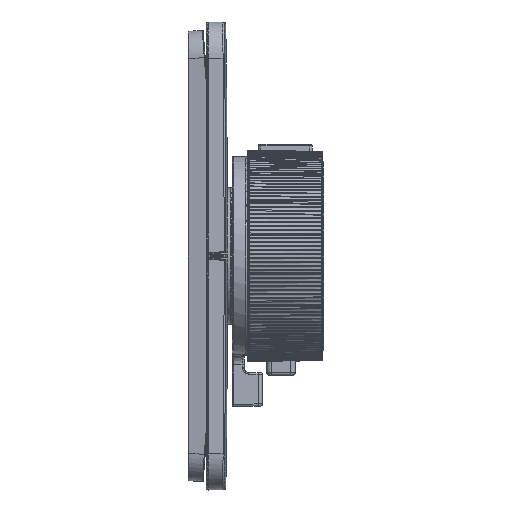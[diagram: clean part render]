
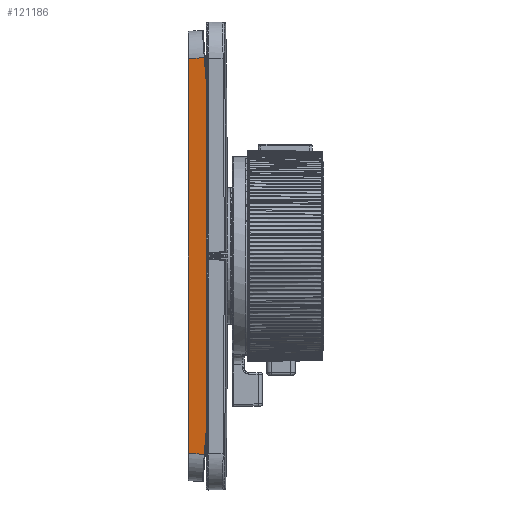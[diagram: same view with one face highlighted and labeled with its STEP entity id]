
A CAD part, front view. The second image highlights one B-rep face of the part: STEP entity #121186.
In plain terms, the highlighted planar face has unit normal (-0.132, -0.991, 0).
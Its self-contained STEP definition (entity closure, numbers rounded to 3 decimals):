
#119030=CARTESIAN_POINT('Vertex',(0.174,-74.523,-65.467)) ;
#119580=CARTESIAN_POINT('Line Origine',(2.812,-74.875,-65.63)) ;
#119584=CARTESIAN_POINT('Vertex',(5.355,-75.214,-65.786)) ;
#120073=CARTESIAN_POINT('Vertex',(0.174,-74.523,65.467)) ;
#120447=CARTESIAN_POINT('Line Origine',(0.174,-74.523,-37.263)) ;
#120513=CARTESIAN_POINT('Vertex',(6.,-75.3,-57.395)) ;
#120516=CARTESIAN_POINT('Line Origine',(7.467,-75.496,-38.335)) ;
#121154=CARTESIAN_POINT('Axis2P3D Location',(6.,-75.3,0.)) ;
#121159=CARTESIAN_POINT('Line Origine',(6.,-75.3,0.)) ;
#121163=CARTESIAN_POINT('Vertex',(6.,-75.3,57.395)) ;
#121166=CARTESIAN_POINT('Line Origine',(5.677,-75.257,61.591)) ;
#121170=CARTESIAN_POINT('Vertex',(5.355,-75.214,65.786)) ;
#121173=CARTESIAN_POINT('Line Origine',(2.764,-74.869,65.627)) ;
#119582=VECTOR('Line Direction',#119581,1.) ;
#120449=VECTOR('Line Direction',#120448,1.) ;
#120518=VECTOR('Line Direction',#120517,1.) ;
#121161=VECTOR('Line Direction',#121160,1.) ;
#121168=VECTOR('Line Direction',#121167,1.) ;
#121175=VECTOR('Line Direction',#121174,1.) ;
#119581=DIRECTION('Vector Direction',(-0.989,0.132,0.061)) ;
#120448=DIRECTION('Vector Direction',(0.,0.,-1.)) ;
#120517=DIRECTION('Vector Direction',(0.077,-0.01,0.997)) ;
#121155=DIRECTION('Axis2P3D Direction',(-0.132,-0.991,-0.)) ;
#121156=DIRECTION('Axis2P3D XDirection',(-0.991,0.132,0.)) ;
#121160=DIRECTION('Vector Direction',(0.,0.,1.)) ;
#121167=DIRECTION('Vector Direction',(-0.077,0.01,0.997)) ;
#121174=DIRECTION('Vector Direction',(-0.989,0.132,-0.061)) ;
#121157=AXIS2_PLACEMENT_3D('Plane Axis2P3D',#121154,#121155,#121156) ;
#119583=LINE('Line',#119580,#119582) ;
#120450=LINE('Line',#120447,#120449) ;
#120519=LINE('Line',#120516,#120518) ;
#121162=LINE('Line',#121159,#121161) ;
#121169=LINE('Line',#121166,#121168) ;
#121176=LINE('Line',#121173,#121175) ;
#121158=PLANE('',#121157) ;
#119586=EDGE_CURVE('',#119031,#119585,#119583,.F.) ;
#120451=EDGE_CURVE('',#120074,#119031,#120450,.T.) ;
#120520=EDGE_CURVE('',#119585,#120514,#120519,.T.) ;
#121165=EDGE_CURVE('',#121164,#120514,#121162,.F.) ;
#121172=EDGE_CURVE('',#121171,#121164,#121169,.F.) ;
#121177=EDGE_CURVE('',#120074,#121171,#121176,.F.) ;
#121179=ORIENTED_EDGE('',*,*,#121165,.F.) ;
#121180=ORIENTED_EDGE('',*,*,#121172,.F.) ;
#121181=ORIENTED_EDGE('',*,*,#121177,.F.) ;
#121182=ORIENTED_EDGE('',*,*,#120451,.T.) ;
#121183=ORIENTED_EDGE('',*,*,#119586,.T.) ;
#121184=ORIENTED_EDGE('',*,*,#120520,.T.) ;
#121178=EDGE_LOOP('',(#121179,#121180,#121181,#121182,#121183,#121184)) ;
#119031=VERTEX_POINT('',#119030) ;
#119585=VERTEX_POINT('',#119584) ;
#120074=VERTEX_POINT('',#120073) ;
#120514=VERTEX_POINT('',#120513) ;
#121164=VERTEX_POINT('',#121163) ;
#121171=VERTEX_POINT('',#121170) ;
#121186=ADVANCED_FACE('Low',(#121185),#121158,.T.) ;
#121185=FACE_OUTER_BOUND('',#121178,.T.) ;
